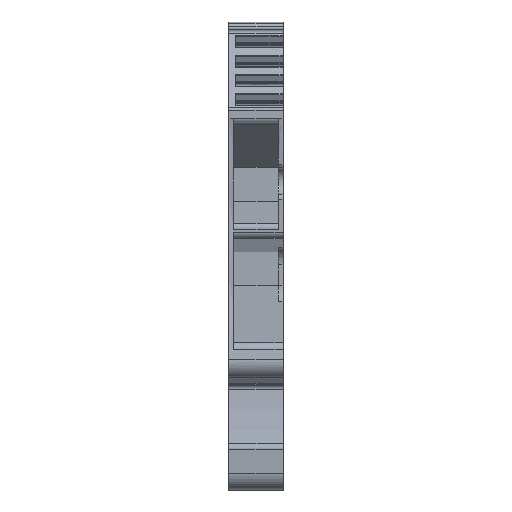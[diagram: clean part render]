
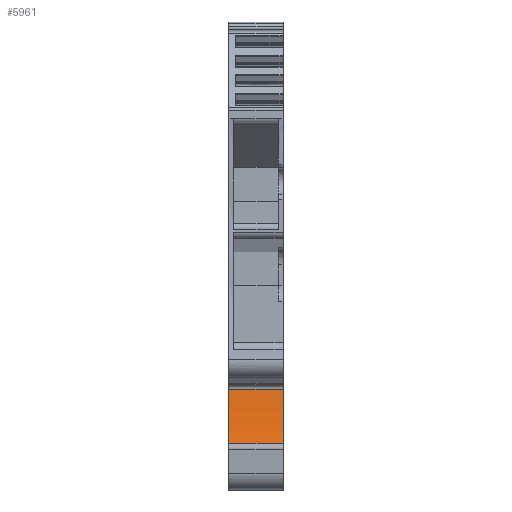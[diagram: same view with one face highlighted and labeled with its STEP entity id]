
A CAD part, front view. The second image highlights one B-rep face of the part: STEP entity #5961.
In plain terms, the highlighted cylindrical face has radius 35 mm (diameter 70 mm), a partial arc.
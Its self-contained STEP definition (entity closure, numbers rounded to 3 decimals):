
#573=AXIS2_PLACEMENT_3D('Circle Axis2P3D',#571,#572,$) ;
#2542=AXIS2_PLACEMENT_3D('Circle Axis2P3D',#2540,#2541,$) ;
#5948=AXIS2_PLACEMENT_3D('Cylinder Axis2P3D',#5945,#5946,#5947) ;
#568=CARTESIAN_POINT('Vertex',(0.,4.071,4.584)) ;
#571=CARTESIAN_POINT('Axis2P3D Location',(0.,-29.204,15.436)) ;
#575=CARTESIAN_POINT('Vertex',(0.,5.555,11.342)) ;
#2537=CARTESIAN_POINT('Vertex',(6.1,5.555,11.342)) ;
#2540=CARTESIAN_POINT('Axis2P3D Location',(6.1,-29.204,15.436)) ;
#2544=CARTESIAN_POINT('Vertex',(6.1,4.071,4.584)) ;
#5932=CARTESIAN_POINT('Line Origine',(3.05,4.071,4.584)) ;
#5945=CARTESIAN_POINT('Axis2P3D Location',(3.05,-29.204,15.436)) ;
#5950=CARTESIAN_POINT('Line Origine',(3.05,5.555,11.342)) ;
#572=DIRECTION('Axis2P3D Direction',(1.,0.,0.)) ;
#2541=DIRECTION('Axis2P3D Direction',(1.,0.,0.)) ;
#5933=DIRECTION('Vector Direction',(1.,0.,0.)) ;
#5946=DIRECTION('Axis2P3D Direction',(1.,0.,0.)) ;
#5947=DIRECTION('Axis2P3D XDirection',(0.,0.951,-0.31)) ;
#5951=DIRECTION('Vector Direction',(1.,0.,0.)) ;
#5934=VECTOR('Line Direction',#5933,1.) ;
#5952=VECTOR('Line Direction',#5951,1.) ;
#5956=ORIENTED_EDGE('',*,*,#5954,.F.) ;
#5957=ORIENTED_EDGE('',*,*,#577,.T.) ;
#5958=ORIENTED_EDGE('',*,*,#5936,.F.) ;
#5959=ORIENTED_EDGE('',*,*,#2546,.F.) ;
#5961=ADVANCED_FACE('Hauptk\X2\00F6\X0\rper',(#5960),#5949,.F.) ;
#574=CIRCLE('generated circle',#573,35.) ;
#2543=CIRCLE('generated circle',#2542,35.) ;
#5949=CYLINDRICAL_SURFACE('generated cylinder',#5948,35.) ;
#577=EDGE_CURVE('',#576,#569,#574,.F.) ;
#2546=EDGE_CURVE('',#2538,#2545,#2543,.F.) ;
#5936=EDGE_CURVE('',#2545,#569,#5935,.F.) ;
#5954=EDGE_CURVE('',#576,#2538,#5953,.T.) ;
#5955=EDGE_LOOP('',(#5956,#5957,#5958,#5959)) ;
#5960=FACE_OUTER_BOUND('',#5955,.T.) ;
#5935=LINE('Line',#5932,#5934) ;
#5953=LINE('Line',#5950,#5952) ;
#569=VERTEX_POINT('',#568) ;
#576=VERTEX_POINT('',#575) ;
#2538=VERTEX_POINT('',#2537) ;
#2545=VERTEX_POINT('',#2544) ;
